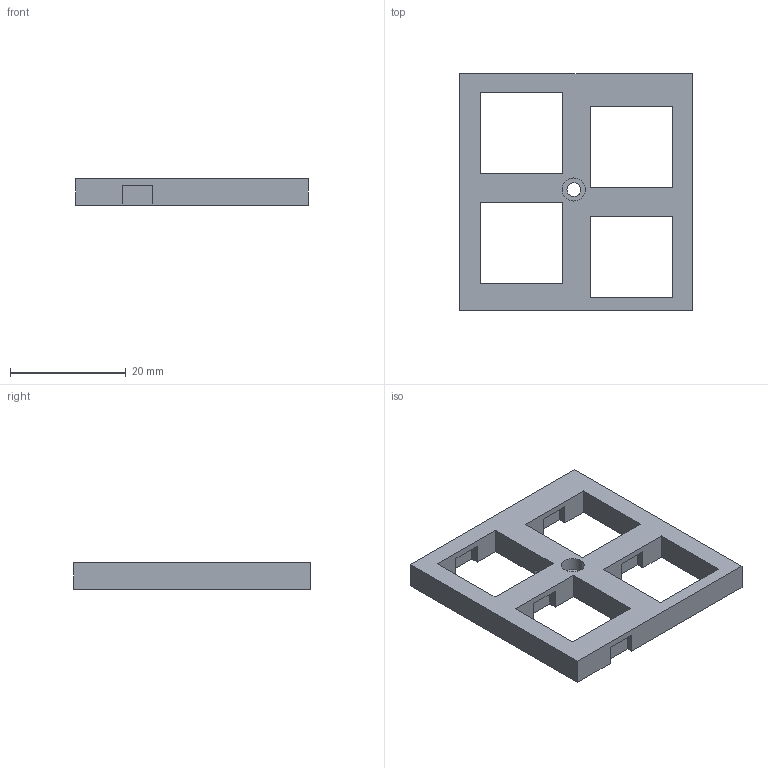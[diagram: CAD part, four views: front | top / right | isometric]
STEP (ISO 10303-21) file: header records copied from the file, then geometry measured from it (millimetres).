
FILE_DESCRIPTION(/* description */ (''),/* implementation_level */ '2;1');
FILE_NAME(/* name */ 'Print_Test.step',/* time_stamp */ '2024-10-12T19:50:23+01:00',/* author */ (''),/* organization */ (''),/* preprocessor_version */ 'ST-DEVELOPER v20',/* originating_system */ 'Autodesk Translation Framework v13.20.0.188',/* authorisation */ '');
FILE_SCHEMA (('AUTOMOTIVE_DESIGN { 1 0 10303 214 3 1 1 }'));
Length unit declared in the file: millimetre
Products named in the file (3): Case; Final Parts; LeftSide
Assembly tree (2 placements, depth 3):
  Case
    Final Parts
      LeftSide
Bounding box: 40.25 x 40.94 x 4.5 mm (x, y, z)
Volume: 3562.3 mm3; surface area: 3563.4 mm2
Topology: 1 solids, 1 shells, 63 faces, 183 edges, 122 vertices
Faces by surface type: plane 61, cylinder 2
Full cylindrical faces by diameter (mm): 2.4 x1, 4 x1
Entity records: 2141 total; most frequent: CARTESIAN_POINT 373, ORIENTED_EDGE 366, DIRECTION 323, EDGE_CURVE 183, LINE 179, VECTOR 179, VERTEX_POINT 122, EDGE_LOOP 73
